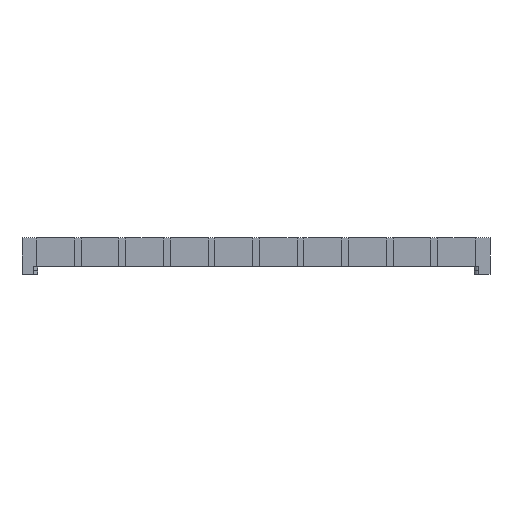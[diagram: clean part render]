
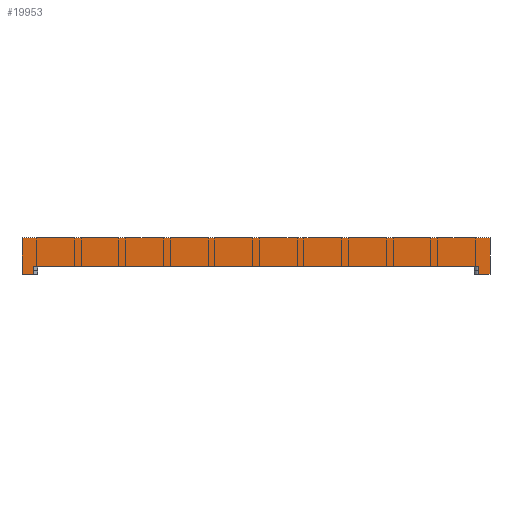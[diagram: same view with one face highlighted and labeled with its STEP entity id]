
A CAD part, front view. The second image highlights one B-rep face of the part: STEP entity #19953.
In plain terms, the highlighted planar face has unit normal (0, -1, 0).
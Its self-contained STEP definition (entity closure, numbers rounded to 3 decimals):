
#557=FACE_OUTER_BOUND('',#1515,.T.);
#1515=EDGE_LOOP('',(#13293,#13294,#13295,#13296,#13297,#13298,#13299,#13300));
#2913=LINE('',#26809,#5713);
#2914=LINE('',#26811,#5714);
#2915=LINE('',#26813,#5715);
#2916=LINE('',#26815,#5716);
#2917=LINE('',#26817,#5717);
#2918=LINE('',#26819,#5718);
#2919=LINE('',#26821,#5719);
#2920=LINE('',#26822,#5720);
#5713=VECTOR('',#21955,10.);
#5714=VECTOR('',#21956,10.);
#5715=VECTOR('',#21957,10.);
#5716=VECTOR('',#21958,10.);
#5717=VECTOR('',#21959,10.);
#5718=VECTOR('',#21960,10.);
#5719=VECTOR('',#21961,10.);
#5720=VECTOR('',#21962,10.);
#8513=VERTEX_POINT('',#26807);
#8514=VERTEX_POINT('',#26808);
#8515=VERTEX_POINT('',#26810);
#8516=VERTEX_POINT('',#26812);
#8517=VERTEX_POINT('',#26814);
#8518=VERTEX_POINT('',#26816);
#8519=VERTEX_POINT('',#26818);
#8520=VERTEX_POINT('',#26820);
#10425=EDGE_CURVE('',#8513,#8514,#2913,.T.);
#10426=EDGE_CURVE('',#8513,#8515,#2914,.T.);
#10427=EDGE_CURVE('',#8515,#8516,#2915,.T.);
#10428=EDGE_CURVE('',#8517,#8516,#2916,.T.);
#10429=EDGE_CURVE('',#8518,#8517,#2917,.T.);
#10430=EDGE_CURVE('',#8519,#8518,#2918,.T.);
#10431=EDGE_CURVE('',#8519,#8520,#2919,.T.);
#10432=EDGE_CURVE('',#8514,#8520,#2920,.T.);
#13293=ORIENTED_EDGE('',*,*,#10425,.F.);
#13294=ORIENTED_EDGE('',*,*,#10426,.T.);
#13295=ORIENTED_EDGE('',*,*,#10427,.T.);
#13296=ORIENTED_EDGE('',*,*,#10428,.F.);
#13297=ORIENTED_EDGE('',*,*,#10429,.F.);
#13298=ORIENTED_EDGE('',*,*,#10430,.F.);
#13299=ORIENTED_EDGE('',*,*,#10431,.T.);
#13300=ORIENTED_EDGE('',*,*,#10432,.F.);
#19029=PLANE('',#20925);
#19953=ADVANCED_FACE('',(#557),#19029,.T.);
#20925=AXIS2_PLACEMENT_3D('',#26806,#21953,#21954);
#21953=DIRECTION('center_axis',(0.,-1.,0.));
#21954=DIRECTION('ref_axis',(1.,0.,0.));
#21955=DIRECTION('',(0.,0.,-1.));
#21956=DIRECTION('',(-1.,0.,0.));
#21957=DIRECTION('',(0.,0.,-1.));
#21958=DIRECTION('',(-1.,0.,0.));
#21959=DIRECTION('',(0.,0.,-1.));
#21960=DIRECTION('',(-1.,0.,0.));
#21961=DIRECTION('',(0.,0.,-1.));
#21962=DIRECTION('',(-1.,0.,0.));
#26806=CARTESIAN_POINT('Origin',(-100.,-220.,0.));
#26807=CARTESIAN_POINT('',(105.,-220.,13.));
#26808=CARTESIAN_POINT('',(105.,-220.,-3.188));
#26809=CARTESIAN_POINT('',(105.,-220.,0.));
#26810=CARTESIAN_POINT('',(-105.,-220.,13.));
#26811=CARTESIAN_POINT('',(-100.,-220.,13.));
#26812=CARTESIAN_POINT('',(-105.,-220.,-3.188));
#26813=CARTESIAN_POINT('',(-105.,-220.,0.));
#26814=CARTESIAN_POINT('',(-100.,-220.,-3.188));
#26815=CARTESIAN_POINT('',(-100.,-220.,-3.188));
#26816=CARTESIAN_POINT('',(-100.,-220.,0.));
#26817=CARTESIAN_POINT('',(-100.,-220.,0.));
#26818=CARTESIAN_POINT('',(100.,-220.,0.));
#26819=CARTESIAN_POINT('',(100.,-220.,0.));
#26820=CARTESIAN_POINT('',(100.,-220.,-3.188));
#26821=CARTESIAN_POINT('',(100.,-220.,0.));
#26822=CARTESIAN_POINT('',(105.,-220.,-3.188));
